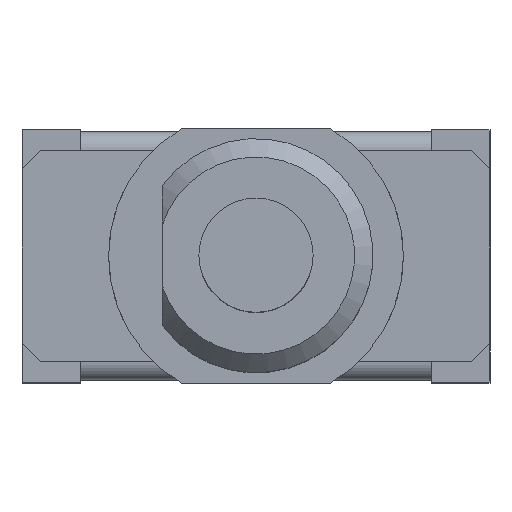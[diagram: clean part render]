
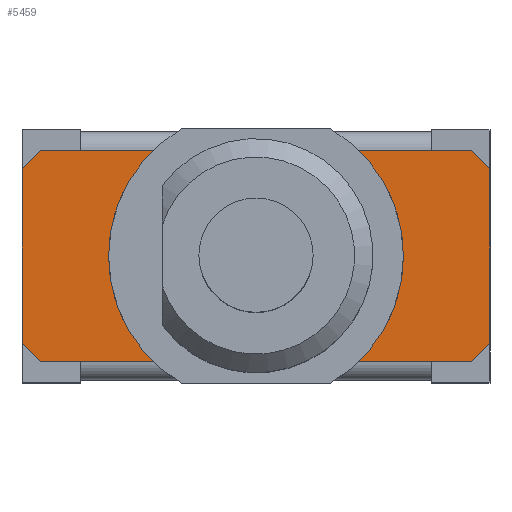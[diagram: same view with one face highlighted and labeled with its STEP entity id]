
A CAD part, top view. The second image highlights one B-rep face of the part: STEP entity #5459.
In plain terms, the highlighted planar face has unit normal (0, 0, 1).
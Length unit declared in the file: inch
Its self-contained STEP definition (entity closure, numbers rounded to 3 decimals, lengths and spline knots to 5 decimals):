
#55=FACE_BOUND('',#853,.T.);
#288=PLANE('',#5774);
#529=FACE_OUTER_BOUND('',#852,.T.);
#852=EDGE_LOOP('',(#4282,#4283,#4284,#4285,#4286,#4287,#4288,#4289,#4290,
#4291,#4292,#4293));
#853=EDGE_LOOP('',(#4294,#4295,#4296,#4297,#4298,#4299,#4300,#4301));
#1280=LINE('',#8814,#1848);
#1284=LINE('',#8823,#1852);
#1286=LINE('',#8828,#1854);
#1291=LINE('',#8836,#1859);
#1292=LINE('',#8839,#1860);
#1295=LINE('',#8845,#1863);
#1298=LINE('',#8851,#1866);
#1303=LINE('',#8860,#1871);
#1304=LINE('',#8863,#1872);
#1307=LINE('',#8868,#1875);
#1309=LINE('',#8871,#1877);
#1310=LINE('',#8872,#1878);
#1311=LINE('',#8881,#1879);
#1312=LINE('',#8888,#1880);
#1848=VECTOR('',#6461,39.37008);
#1852=VECTOR('',#6467,39.37008);
#1854=VECTOR('',#6471,39.37008);
#1859=VECTOR('',#6478,39.37008);
#1860=VECTOR('',#6481,39.37008);
#1863=VECTOR('',#6486,39.37008);
#1866=VECTOR('',#6491,39.37008);
#1871=VECTOR('',#6498,39.37008);
#1872=VECTOR('',#6501,39.37008);
#1875=VECTOR('',#6506,39.37008);
#1877=VECTOR('',#6510,39.37008);
#1878=VECTOR('',#6511,39.37008);
#1879=VECTOR('',#6518,39.37008);
#1880=VECTOR('',#6525,39.37008);
#2218=CIRCLE('',#5775,0.01772);
#2219=CIRCLE('',#5776,0.15748);
#2220=CIRCLE('',#5777,0.01772);
#2221=CIRCLE('',#5778,0.01772);
#2222=CIRCLE('',#5779,0.15748);
#2223=CIRCLE('',#5780,0.01772);
#2338=VERTEX_POINT('',#7503);
#2559=VERTEX_POINT('',#8811);
#2560=VERTEX_POINT('',#8813);
#2563=VERTEX_POINT('',#8820);
#2564=VERTEX_POINT('',#8822);
#2565=VERTEX_POINT('',#8826);
#2566=VERTEX_POINT('',#8827);
#2569=VERTEX_POINT('',#8838);
#2571=VERTEX_POINT('',#8844);
#2573=VERTEX_POINT('',#8850);
#2576=VERTEX_POINT('',#8857);
#2577=VERTEX_POINT('',#8862);
#2579=VERTEX_POINT('',#8873);
#2580=VERTEX_POINT('',#8874);
#2581=VERTEX_POINT('',#8876);
#2582=VERTEX_POINT('',#8878);
#2583=VERTEX_POINT('',#8880);
#2584=VERTEX_POINT('',#8882);
#2585=VERTEX_POINT('',#8884);
#2586=VERTEX_POINT('',#8886);
#3173=EDGE_CURVE('',#2560,#2559,#1280,.T.);
#3177=EDGE_CURVE('',#2564,#2563,#1284,.T.);
#3179=EDGE_CURVE('',#2565,#2566,#1286,.T.);
#3184=EDGE_CURVE('',#2338,#2565,#1291,.T.);
#3185=EDGE_CURVE('',#2569,#2560,#1292,.T.);
#3188=EDGE_CURVE('',#2571,#2569,#1295,.T.);
#3191=EDGE_CURVE('',#2573,#2571,#1298,.T.);
#3196=EDGE_CURVE('',#2576,#2573,#1303,.T.);
#3197=EDGE_CURVE('',#2577,#2564,#1304,.T.);
#3200=EDGE_CURVE('',#2566,#2577,#1307,.T.);
#3202=EDGE_CURVE('',#2563,#2576,#1309,.T.);
#3203=EDGE_CURVE('',#2559,#2338,#1310,.T.);
#3204=EDGE_CURVE('',#2579,#2580,#2218,.T.);
#3205=EDGE_CURVE('',#2581,#2579,#2219,.T.);
#3206=EDGE_CURVE('',#2582,#2581,#2220,.T.);
#3207=EDGE_CURVE('',#2583,#2582,#1311,.T.);
#3208=EDGE_CURVE('',#2584,#2583,#2221,.T.);
#3209=EDGE_CURVE('',#2585,#2584,#2222,.T.);
#3210=EDGE_CURVE('',#2586,#2585,#2223,.T.);
#3211=EDGE_CURVE('',#2580,#2586,#1312,.T.);
#4282=ORIENTED_EDGE('',*,*,#3179,.T.);
#4283=ORIENTED_EDGE('',*,*,#3200,.T.);
#4284=ORIENTED_EDGE('',*,*,#3197,.T.);
#4285=ORIENTED_EDGE('',*,*,#3177,.T.);
#4286=ORIENTED_EDGE('',*,*,#3202,.T.);
#4287=ORIENTED_EDGE('',*,*,#3196,.T.);
#4288=ORIENTED_EDGE('',*,*,#3191,.T.);
#4289=ORIENTED_EDGE('',*,*,#3188,.T.);
#4290=ORIENTED_EDGE('',*,*,#3185,.T.);
#4291=ORIENTED_EDGE('',*,*,#3173,.T.);
#4292=ORIENTED_EDGE('',*,*,#3203,.T.);
#4293=ORIENTED_EDGE('',*,*,#3184,.T.);
#4294=ORIENTED_EDGE('',*,*,#3204,.F.);
#4295=ORIENTED_EDGE('',*,*,#3205,.F.);
#4296=ORIENTED_EDGE('',*,*,#3206,.F.);
#4297=ORIENTED_EDGE('',*,*,#3207,.F.);
#4298=ORIENTED_EDGE('',*,*,#3208,.F.);
#4299=ORIENTED_EDGE('',*,*,#3209,.F.);
#4300=ORIENTED_EDGE('',*,*,#3210,.F.);
#4301=ORIENTED_EDGE('',*,*,#3211,.F.);
#5459=ADVANCED_FACE('',(#529,#55),#288,.F.);
#5774=AXIS2_PLACEMENT_3D('',#8870,#6508,#6509);
#5775=AXIS2_PLACEMENT_3D('',#8875,#6512,#6513);
#5776=AXIS2_PLACEMENT_3D('',#8877,#6514,#6515);
#5777=AXIS2_PLACEMENT_3D('',#8879,#6516,#6517);
#5778=AXIS2_PLACEMENT_3D('',#8883,#6519,#6520);
#5779=AXIS2_PLACEMENT_3D('',#8885,#6521,#6522);
#5780=AXIS2_PLACEMENT_3D('',#8887,#6523,#6524);
#6461=DIRECTION('',(-1.,0.,0.));
#6467=DIRECTION('',(1.,0.,0.));
#6471=DIRECTION('',(-0.707,-0.707,0.));
#6478=DIRECTION('',(-1.,0.,0.));
#6481=DIRECTION('',(-0.707,0.707,0.));
#6486=DIRECTION('',(0.,1.,0.));
#6491=DIRECTION('',(0.707,0.707,0.));
#6498=DIRECTION('',(1.,0.,0.));
#6501=DIRECTION('',(0.707,-0.707,0.));
#6506=DIRECTION('',(0.,-1.,0.));
#6508=DIRECTION('center_axis',(0.,0.,
-1.));
#6509=DIRECTION('ref_axis',(0.,1.,0.));
#6510=DIRECTION('',(1.,0.,0.));
#6511=DIRECTION('',(-1.,0.,0.));
#6512=DIRECTION('center_axis',(0.,0.,
1.));
#6513=DIRECTION('ref_axis',(0.,-1.,0.));
#6514=DIRECTION('center_axis',(0.,0.,
1.));
#6515=DIRECTION('ref_axis',(0.,-1.,0.));
#6516=DIRECTION('center_axis',(0.,0.,
1.));
#6517=DIRECTION('ref_axis',(0.,-1.,0.));
#6518=DIRECTION('',(-1.,0.,0.));
#6519=DIRECTION('center_axis',(0.,0.,
1.));
#6520=DIRECTION('ref_axis',(0.,-1.,0.));
#6521=DIRECTION('center_axis',(0.,0.,
1.));
#6522=DIRECTION('ref_axis',(0.,-1.,0.));
#6523=DIRECTION('center_axis',(0.,0.,
1.));
#6524=DIRECTION('ref_axis',(0.,-1.,0.));
#6525=DIRECTION('',(1.,0.,0.));
#7503=CARTESIAN_POINT('',(-0.18701,0.11299,0.41024));
#8811=CARTESIAN_POINT('',(0.18701,0.11299,0.41024));
#8813=CARTESIAN_POINT('',(0.23031,0.11299,0.41024));
#8814=CARTESIAN_POINT('',(0.23031,0.11299,0.41024));
#8820=CARTESIAN_POINT('',(-0.18701,-0.11299,0.41024));
#8822=CARTESIAN_POINT('',(-0.23031,-0.11299,0.41024));
#8823=CARTESIAN_POINT('',(-0.23031,-0.11299,0.41024));
#8826=CARTESIAN_POINT('',(-0.23031,0.11299,0.41024));
#8827=CARTESIAN_POINT('',(-0.25,0.09331,0.41024));
#8828=CARTESIAN_POINT('',(-0.23031,0.11299,0.41024));
#8836=CARTESIAN_POINT('',(0.23031,0.11299,0.41024));
#8838=CARTESIAN_POINT('',(0.25,0.09331,0.41024));
#8839=CARTESIAN_POINT('',(0.25,0.09331,0.41024));
#8844=CARTESIAN_POINT('',(0.25,-0.09331,0.41024));
#8845=CARTESIAN_POINT('',(0.25,-0.09331,0.41024));
#8850=CARTESIAN_POINT('',(0.23031,-0.11299,0.41024));
#8851=CARTESIAN_POINT('',(0.23031,-0.11299,0.41024));
#8857=CARTESIAN_POINT('',(0.18701,-0.11299,0.41024));
#8860=CARTESIAN_POINT('',(-0.23031,-0.11299,0.41024));
#8862=CARTESIAN_POINT('',(-0.25,-0.09331,0.41024));
#8863=CARTESIAN_POINT('',(-0.23031,-0.11299,0.41024));
#8868=CARTESIAN_POINT('',(-0.25,0.09331,0.41024));
#8870=CARTESIAN_POINT('Origin',(-0.34331,0.,
0.41024));
#8871=CARTESIAN_POINT('',(-0.18701,-0.11299,0.41024));
#8872=CARTESIAN_POINT('',(0.18701,0.11299,0.41024));
#8873=CARTESIAN_POINT('',(-0.14168,-0.06876,0.41024));
#8874=CARTESIAN_POINT('',(-0.12574,-0.07874,0.41024));
#8875=CARTESIAN_POINT('Origin',(-0.12574,-0.06102,
0.41024));
#8876=CARTESIAN_POINT('',(-0.14168,0.06876,0.41024));
#8877=CARTESIAN_POINT('Origin',(0.,0.,
0.41024));
#8878=CARTESIAN_POINT('',(-0.12574,0.07874,0.41024));
#8879=CARTESIAN_POINT('Origin',(-0.12574,0.06102,0.41024));
#8880=CARTESIAN_POINT('',(0.12574,0.07874,0.41024));
#8881=CARTESIAN_POINT('',(-0.12574,0.07874,0.41024));
#8882=CARTESIAN_POINT('',(0.14168,0.06876,0.41024));
#8883=CARTESIAN_POINT('Origin',(0.12574,0.06102,0.41024));
#8884=CARTESIAN_POINT('',(0.14168,-0.06876,0.41024));
#8885=CARTESIAN_POINT('Origin',(0.,0.,
0.41024));
#8886=CARTESIAN_POINT('',(0.12574,-0.07874,0.41024));
#8887=CARTESIAN_POINT('Origin',(0.12574,-0.06102,0.41024));
#8888=CARTESIAN_POINT('',(-0.12574,-0.07874,0.41024));
